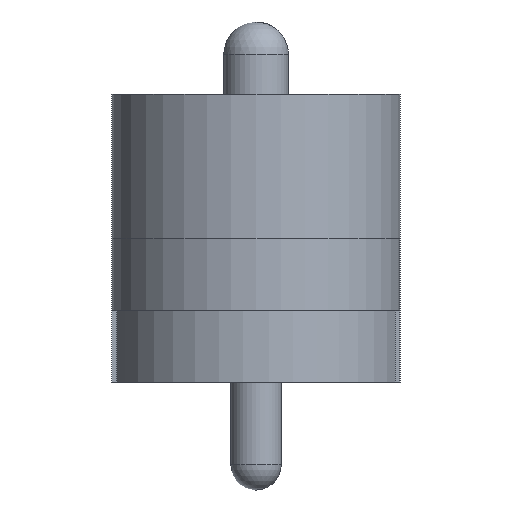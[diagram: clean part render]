
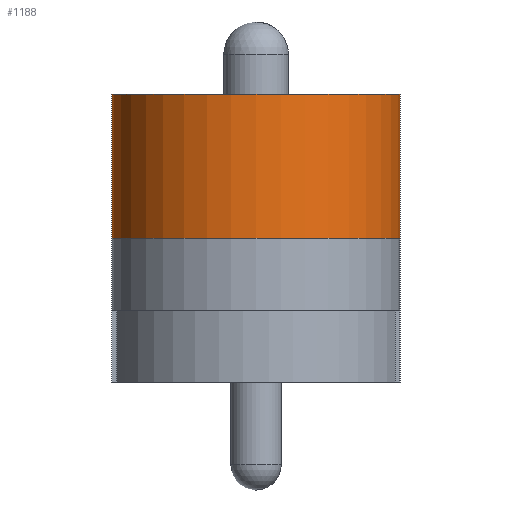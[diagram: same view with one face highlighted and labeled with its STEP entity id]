
A CAD part, left-side view. The second image highlights one B-rep face of the part: STEP entity #1188.
In plain terms, the highlighted cylindrical face has radius 2 mm (diameter 4 mm), a partial arc.
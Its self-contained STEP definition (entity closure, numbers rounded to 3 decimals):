
#159=FACE_OUTER_BOUND('',#231,.T.);
#231=EDGE_LOOP('',(#920,#921,#922,#923));
#344=LINE('',#2045,#426);
#347=LINE('',#2050,#429);
#426=VECTOR('',#1634,10.);
#429=VECTOR('',#1639,10.);
#486=CIRCLE('',#1357,2.);
#499=CIRCLE('',#1377,2.);
#580=VERTEX_POINT('',#1992);
#581=VERTEX_POINT('',#1993);
#600=VERTEX_POINT('',#2044);
#601=VERTEX_POINT('',#2049);
#703=EDGE_CURVE('',#580,#581,#486,.T.);
#729=EDGE_CURVE('',#581,#600,#344,.T.);
#732=EDGE_CURVE('',#580,#601,#347,.T.);
#733=EDGE_CURVE('',#600,#601,#499,.T.);
#920=ORIENTED_EDGE('',*,*,#703,.F.);
#921=ORIENTED_EDGE('',*,*,#732,.T.);
#922=ORIENTED_EDGE('',*,*,#733,.F.);
#923=ORIENTED_EDGE('',*,*,#729,.F.);
#1151=CYLINDRICAL_SURFACE('',#1376,2.);
#1188=ADVANCED_FACE('',(#159),#1151,.T.);
#1357=AXIS2_PLACEMENT_3D('',#1994,#1583,#1584);
#1376=AXIS2_PLACEMENT_3D('',#2048,#1637,#1638);
#1377=AXIS2_PLACEMENT_3D('',#2051,#1640,#1641);
#1583=DIRECTION('center_axis',(0.,-1.,0.));
#1584=DIRECTION('ref_axis',(0.,0.,-1.));
#1634=DIRECTION('',(0.,1.,0.));
#1637=DIRECTION('center_axis',(0.,1.,0.));
#1638=DIRECTION('ref_axis',(0.,0.,-1.));
#1639=DIRECTION('',(0.,1.,0.));
#1640=DIRECTION('center_axis',(0.,1.,0.));
#1641=DIRECTION('ref_axis',(0.,0.,-1.));
#1992=CARTESIAN_POINT('',(2.18,1.,0.));
#1993=CARTESIAN_POINT('',(2.18,1.,-4.));
#1994=CARTESIAN_POINT('Origin',(2.18,1.,-2.));
#2044=CARTESIAN_POINT('',(2.18,3.,-4.));
#2045=CARTESIAN_POINT('',(2.18,0.,-4.));
#2048=CARTESIAN_POINT('Origin',(2.18,0.,-2.));
#2049=CARTESIAN_POINT('',(2.18,3.,0.));
#2050=CARTESIAN_POINT('',(2.18,0.,0.));
#2051=CARTESIAN_POINT('Origin',(2.18,3.,-2.));
